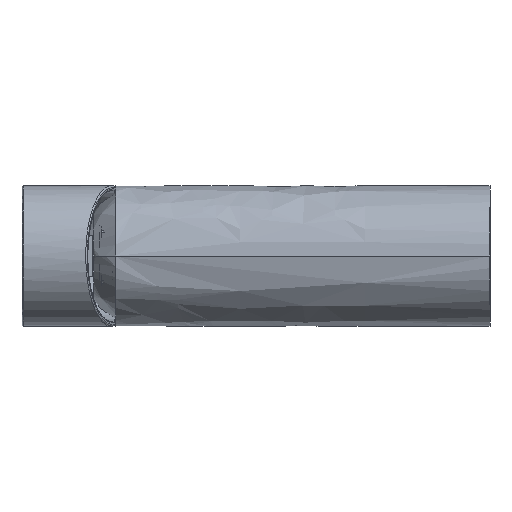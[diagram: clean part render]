
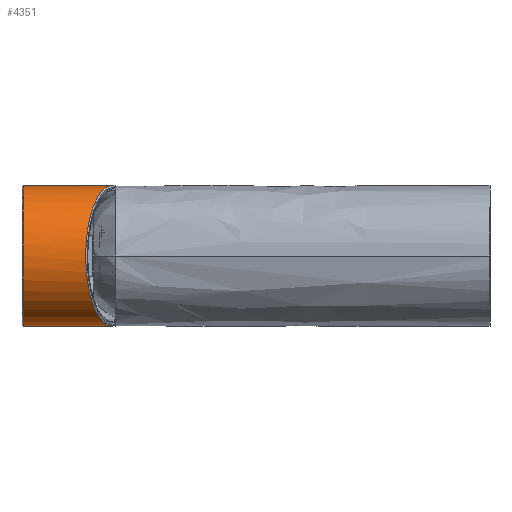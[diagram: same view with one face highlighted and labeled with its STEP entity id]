
A CAD part, left-side view. The second image highlights one B-rep face of the part: STEP entity #4351.
In plain terms, the highlighted cylindrical face has radius 22.5 mm (diameter 45 mm), a partial arc.
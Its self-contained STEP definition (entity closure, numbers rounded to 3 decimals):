
#1540 = CIRCLE ( 'NONE', #11641, 22.5 ) ;
#1804 = DIRECTION ( 'NONE',  ( 0., -1., 0. ) ) ;
#1871 = EDGE_CURVE ( 'NONE', #13131, #7043, #1540, .T. ) ;
#2010 = ORIENTED_EDGE ( 'NONE', *, *, #1871, .T. ) ;
#2113 = DIRECTION ( 'NONE',  ( 0., -1., 0. ) ) ;
#2518 = DIRECTION ( 'NONE',  ( 0., -1., 0. ) ) ;
#2707 = CARTESIAN_POINT ( 'NONE',  ( 0., 29.5, -22.5 ) ) ;
#3370 = CARTESIAN_POINT ( 'NONE',  ( 45., 17.857, 22.5 ) ) ;
#3512 = CARTESIAN_POINT ( 'NONE',  ( 0., 1.287, 22.5 ) ) ;
#3625 = CARTESIAN_POINT ( 'NONE',  ( 0., 29.5, 22.5 ) ) ;
#3661 = FACE_OUTER_BOUND ( 'NONE', #11815, .T. ) ;
#3708 = VERTEX_POINT ( 'NONE', #3512 ) ;
#4067 = EDGE_CURVE ( 'NONE', #13131, #7930, #4960, .T. ) ;
#4229 = ORIENTED_EDGE ( 'NONE', *, *, #4067, .F. ) ;
#4351 = ADVANCED_FACE ( 'NONE', ( #3661 ), #8231, .T. ) ;
#4960 = LINE ( 'NONE', #9511, #5854 ) ;
#5678 = VECTOR ( 'NONE', #2113, 1000. ) ;
#5854 = VECTOR ( 'NONE', #14107, 1000. ) ;
#5863 = CARTESIAN_POINT ( 'NONE',  ( 0., 1.287, -22.5 ) ) ;
#6417 = DIRECTION ( 'NONE',  ( 0., 0., 1. ) ) ;
#7043 = VERTEX_POINT ( 'NONE', #3625 ) ;
#7110 = DIRECTION ( 'NONE',  ( 0., 0., -1. ) ) ;
#7373 =( BOUNDED_CURVE ( )  B_SPLINE_CURVE ( 3, ( #13659, #3370, #7948, #12536 ),
 .UNSPECIFIED., .F., .T. ) 
 B_SPLINE_CURVE_WITH_KNOTS ( ( 4, 4 ),
 ( 1.571, 4.712 ),
 .UNSPECIFIED. ) 
 CURVE ( )  GEOMETRIC_REPRESENTATION_ITEM ( )  RATIONAL_B_SPLINE_CURVE ( ( 1., 0.333, 0.333, 1. ) ) 
 REPRESENTATION_ITEM ( '' )  );
#7850 = LINE ( 'NONE', #12433, #5678 ) ;
#7930 = VERTEX_POINT ( 'NONE', #5863 ) ;
#7948 = CARTESIAN_POINT ( 'NONE',  ( 45., 17.857, -22.5 ) ) ;
#8231 = CYLINDRICAL_SURFACE ( 'NONE', #8716, 22.5 ) ;
#8240 = EDGE_CURVE ( 'NONE', #3708, #7930, #7373, .T. ) ;
#8716 = AXIS2_PLACEMENT_3D ( 'NONE', #12823, #2518, #7110 ) ;
#8771 = ORIENTED_EDGE ( 'NONE', *, *, #8240, .T. ) ;
#9511 = CARTESIAN_POINT ( 'NONE',  ( 0., 30., -22.5 ) ) ;
#11116 = ORIENTED_EDGE ( 'NONE', *, *, #14622, .T. ) ;
#11641 = AXIS2_PLACEMENT_3D ( 'NONE', #12105, #1804, #6417 ) ;
#11815 = EDGE_LOOP ( 'NONE', ( #2010, #11116, #8771, #4229 ) ) ;
#12105 = CARTESIAN_POINT ( 'NONE',  ( 0., 29.5, 0. ) ) ;
#12433 = CARTESIAN_POINT ( 'NONE',  ( 0., 30., 22.5 ) ) ;
#12536 = CARTESIAN_POINT ( 'NONE',  ( 0., 1.287, -22.5 ) ) ;
#12823 = CARTESIAN_POINT ( 'NONE',  ( 0., 30., 0. ) ) ;
#13131 = VERTEX_POINT ( 'NONE', #2707 ) ;
#13659 = CARTESIAN_POINT ( 'NONE',  ( 0., 1.287, 22.5 ) ) ;
#14107 = DIRECTION ( 'NONE',  ( 0., -1., 0. ) ) ;
#14622 = EDGE_CURVE ( 'NONE', #7043, #3708, #7850, .T. ) ;
